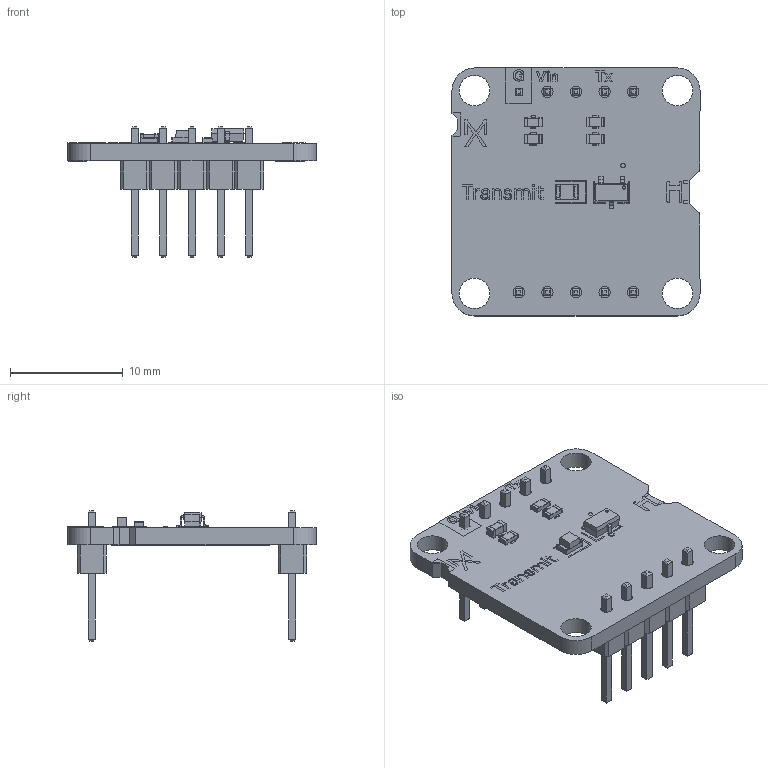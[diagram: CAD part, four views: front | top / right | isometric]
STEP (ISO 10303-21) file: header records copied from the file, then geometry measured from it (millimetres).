
FILE_DESCRIPTION(('KiCad electronic assembly'),'2;1');
FILE_NAME('AX22_0039- IR Transmitter.step','2025-07-29T20:41:52',( 'Pcbnew'),('Kicad'),'Open CASCADE STEP processor 7.8', 'KiCad to STEP converter','Unknown');
FILE_SCHEMA(('AUTOMOTIVE_DESIGN { 1 0 10303 214 1 1 1 1 }'));
Length unit declared in the file: millimetre
Products named in the file (8): AX22_0039- IR Transmitter 1; R_0603_1608Metric; AO3402; LED_0805_2012Metric; PinHeader_1x05_P2.54mm_Vertical; C_0603_1608Metric; IR-Transmitter_silkscreen; IR-Transmitter_PCB
Assembly tree (10 placements, depth 2):
  AX22_0039- IR Transmitter 1
    R_0603_1608Metric  x3
    AO3402
    LED_0805_2012Metric
    PinHeader_1x05_P2.54mm_Vertical  x2
    C_0603_1608Metric
    IR-Transmitter_silkscreen
    IR-Transmitter_PCB
Bounding box: 22 x 22 x 11.54 mm (x, y, z)
Volume: 880.2 mm3; surface area: 1726.1 mm2
Topology: 13 solids, 75 shells, 557 faces, 2595 edges, 2150 vertices
Faces by surface type: plane 479, cylinder 78
Full cylindrical faces by diameter (mm): 1 x10, 2.7 x4
Entity records: 23538 total; most frequent: CARTESIAN_POINT 4433, DIRECTION 3266, ORIENTED_EDGE 2962, EDGE_CURVE 2163, VERTEX_POINT 1878, LINE 1844, VECTOR 1844, AXIS2_PLACEMENT_3D 711
